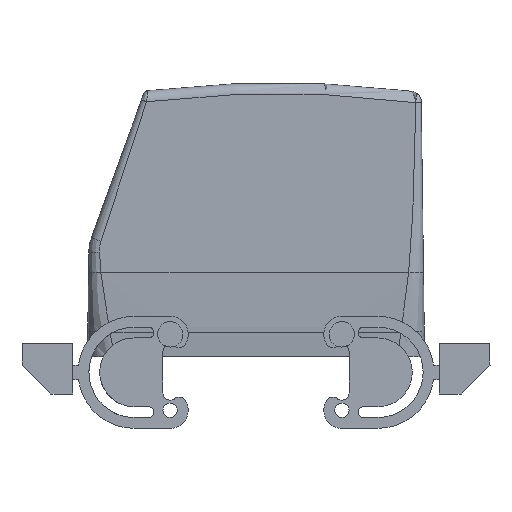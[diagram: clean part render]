
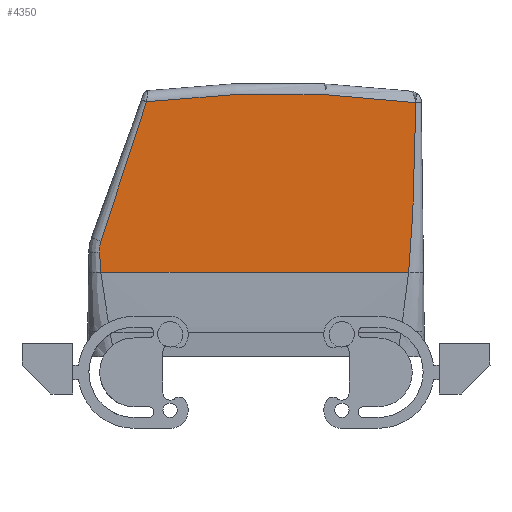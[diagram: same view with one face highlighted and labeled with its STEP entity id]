
A CAD part, left-side view. The second image highlights one B-rep face of the part: STEP entity #4350.
In plain terms, the highlighted planar face has unit normal (-1, 0, 0).
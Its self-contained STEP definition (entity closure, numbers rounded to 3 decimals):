
#4306=AXIS2_PLACEMENT_3D('Plane Axis2P3D',#4303,#4304,#4305) ;
#4310=AXIS2_PLACEMENT_3D('Circle Axis2P3D',#4308,#4309,$) ;
#2338=CARTESIAN_POINT('Vertex',(5.75,22.511,43.138)) ;
#2377=CARTESIAN_POINT('Line Origine',(5.75,64.519,43.138)) ;
#2381=CARTESIAN_POINT('Vertex',(5.75,107.691,43.138)) ;
#2938=CARTESIAN_POINT('Control Point',(5.75,108.021,48.761)) ;
#2939=CARTESIAN_POINT('Control Point',(5.75,107.972,47.639)) ;
#2940=CARTESIAN_POINT('Control Point',(5.75,107.921,46.514)) ;
#2941=CARTESIAN_POINT('Control Point',(5.75,107.859,45.389)) ;
#2942=CARTESIAN_POINT('Control Point',(5.75,107.783,44.263)) ;
#2943=CARTESIAN_POINT('Control Point',(5.75,107.691,43.138)) ;
#2944=CARTESIAN_POINT('Vertex',(5.75,108.021,48.761)) ;
#3818=CARTESIAN_POINT('Vertex',(5.75,20.514,90.128)) ;
#4162=CARTESIAN_POINT('Control Point',(5.75,20.514,90.128)) ;
#4163=CARTESIAN_POINT('Control Point',(5.75,20.515,90.061)) ;
#4164=CARTESIAN_POINT('Control Point',(5.75,20.517,89.995)) ;
#4165=CARTESIAN_POINT('Control Point',(5.75,20.518,89.927)) ;
#4166=CARTESIAN_POINT('Control Point',(5.75,20.521,89.722)) ;
#4167=CARTESIAN_POINT('Control Point',(5.75,20.525,89.501)) ;
#4168=CARTESIAN_POINT('Control Point',(5.75,20.527,89.397)) ;
#4169=CARTESIAN_POINT('Control Point',(5.75,20.53,89.172)) ;
#4170=CARTESIAN_POINT('Control Point',(5.75,20.534,88.947)) ;
#4171=CARTESIAN_POINT('Control Point',(5.75,20.537,88.789)) ;
#4172=CARTESIAN_POINT('Control Point',(5.75,20.542,88.474)) ;
#4173=CARTESIAN_POINT('Control Point',(5.75,20.548,88.159)) ;
#4174=CARTESIAN_POINT('Control Point',(5.75,20.551,88.001)) ;
#4175=CARTESIAN_POINT('Control Point',(5.75,20.562,87.37)) ;
#4176=CARTESIAN_POINT('Control Point',(5.75,20.573,86.738)) ;
#4177=CARTESIAN_POINT('Control Point',(5.75,20.582,86.264)) ;
#4178=CARTESIAN_POINT('Control Point',(5.75,20.6,85.317)) ;
#4179=CARTESIAN_POINT('Control Point',(5.75,20.619,84.369)) ;
#4180=CARTESIAN_POINT('Control Point',(5.75,20.628,83.895)) ;
#4181=CARTESIAN_POINT('Control Point',(5.75,20.658,82.474)) ;
#4182=CARTESIAN_POINT('Control Point',(5.75,20.689,81.053)) ;
#4183=CARTESIAN_POINT('Control Point',(5.75,20.711,80.106)) ;
#4184=CARTESIAN_POINT('Control Point',(5.75,20.791,76.815)) ;
#4185=CARTESIAN_POINT('Control Point',(5.75,20.882,73.526)) ;
#4186=CARTESIAN_POINT('Control Point',(5.75,20.953,71.184)) ;
#4187=CARTESIAN_POINT('Control Point',(5.75,21.092,66.865)) ;
#4188=CARTESIAN_POINT('Control Point',(5.75,21.253,62.548)) ;
#4189=CARTESIAN_POINT('Control Point',(5.75,21.331,60.572)) ;
#4190=CARTESIAN_POINT('Control Point',(5.75,21.461,57.603)) ;
#4191=CARTESIAN_POINT('Control Point',(5.75,21.615,54.635)) ;
#4192=CARTESIAN_POINT('Control Point',(5.75,21.669,53.662)) ;
#4193=CARTESIAN_POINT('Control Point',(5.75,21.83,50.96)) ;
#4194=CARTESIAN_POINT('Control Point',(5.75,22.029,48.26)) ;
#4195=CARTESIAN_POINT('Control Point',(5.75,22.173,46.552)) ;
#4196=CARTESIAN_POINT('Control Point',(5.75,22.334,44.845)) ;
#4197=CARTESIAN_POINT('Control Point',(5.75,22.511,43.138)) ;
#4303=CARTESIAN_POINT('Axis2P3D Location',(5.75,-1.309,-17.843)) ;
#4308=CARTESIAN_POINT('Axis2P3D Location',(5.75,58.75,-204.4)) ;
#4312=CARTESIAN_POINT('Vertex',(5.75,95.02,90.377)) ;
#4316=CARTESIAN_POINT('Control Point',(5.75,95.02,90.377)) ;
#4317=CARTESIAN_POINT('Control Point',(5.75,95.074,90.221)) ;
#4318=CARTESIAN_POINT('Control Point',(5.75,95.127,90.065)) ;
#4319=CARTESIAN_POINT('Control Point',(5.75,95.181,89.909)) ;
#4320=CARTESIAN_POINT('Control Point',(5.75,95.61,88.658)) ;
#4321=CARTESIAN_POINT('Control Point',(5.75,96.039,87.406)) ;
#4322=CARTESIAN_POINT('Control Point',(5.75,96.413,86.31)) ;
#4323=CARTESIAN_POINT('Control Point',(5.75,98.357,80.6)) ;
#4324=CARTESIAN_POINT('Control Point',(5.75,100.267,74.882)) ;
#4325=CARTESIAN_POINT('Control Point',(5.75,101.779,70.261)) ;
#4326=CARTESIAN_POINT('Control Point',(5.75,103.883,63.783)) ;
#4327=CARTESIAN_POINT('Control Point',(5.75,105.951,57.293)) ;
#4328=CARTESIAN_POINT('Control Point',(5.75,106.524,55.483)) ;
#4329=CARTESIAN_POINT('Control Point',(5.75,107.103,53.639)) ;
#4330=CARTESIAN_POINT('Control Point',(5.75,107.675,51.792)) ;
#4331=CARTESIAN_POINT('Vertex',(5.75,107.675,51.792)) ;
#4335=CARTESIAN_POINT('Control Point',(5.75,107.675,51.792)) ;
#4336=CARTESIAN_POINT('Control Point',(5.75,107.848,51.202)) ;
#4337=CARTESIAN_POINT('Control Point',(5.75,107.971,50.597)) ;
#4338=CARTESIAN_POINT('Control Point',(5.75,108.042,49.984)) ;
#4339=CARTESIAN_POINT('Control Point',(5.75,108.058,49.369)) ;
#4340=CARTESIAN_POINT('Control Point',(5.75,108.021,48.761)) ;
#2378=DIRECTION('Vector Direction',(0.,-1.,0.)) ;
#4304=DIRECTION('Axis2P3D Direction',(-1.,0.,0.)) ;
#4305=DIRECTION('Axis2P3D XDirection',(0.,-0.317,0.949)) ;
#4309=DIRECTION('Axis2P3D Direction',(-1.,0.,0.)) ;
#2379=VECTOR('Line Direction',#2378,1.) ;
#4343=ORIENTED_EDGE('',*,*,#4314,.T.) ;
#4344=ORIENTED_EDGE('',*,*,#4333,.F.) ;
#4345=ORIENTED_EDGE('',*,*,#4341,.F.) ;
#4346=ORIENTED_EDGE('',*,*,#2946,.F.) ;
#4347=ORIENTED_EDGE('',*,*,#2383,.T.) ;
#4348=ORIENTED_EDGE('',*,*,#4198,.T.) ;
#4350=ADVANCED_FACE('Hood',(#4349),#4307,.T.) ;
#2937=B_SPLINE_CURVE_WITH_KNOTS('',5,(#2938,#2939,#2940,#2941,#2942,#2943),.UNSPECIFIED.,.F.,.U.,(6,6),(81.523,87.149),.UNSPECIFIED.) ;
#4161=B_SPLINE_CURVE_WITH_KNOTS('',5,(#4162,#4163,#4164,#4165,#4166,#4167,#4168,#4169,#4170,#4171,#4172,#4173,#4174,#4175,#4176,#4177,#4178,#4179,#4180,#4181,#4182,#4183,#4184,#4185,#4186,#4187,#4188,#4189,#4190,#4191,#4192,#4193,#4194,#4195,#4196,#4197),.UNSPECIFIED.,.F.,.U.,(6,3,3,3,3,3,3,3,3,3,3,6),(8.249,8.589,8.929,9.717,10.506,12.88,15.254,20.001,31.754,41.679,46.667,55.257),.UNSPECIFIED.) ;
#4315=B_SPLINE_CURVE_WITH_KNOTS('',5,(#4316,#4317,#4318,#4319,#4320,#4321,#4322,#4323,#4324,#4325,#4326,#4327,#4328,#4329,#4330),.UNSPECIFIED.,.F.,.U.,(6,3,3,3,6),(0.,1.169,9.351,43.805,57.479),.UNSPECIFIED.) ;
#4334=B_SPLINE_CURVE_WITH_KNOTS('',5,(#4335,#4336,#4337,#4338,#4339,#4340),.UNSPECIFIED.,.F.,.U.,(6,6),(0.,4.34),.UNSPECIFIED.) ;
#4311=CIRCLE('generated circle',#4310,297.) ;
#2383=EDGE_CURVE('',#2382,#2339,#2380,.T.) ;
#2946=EDGE_CURVE('',#2382,#2945,#2937,.F.) ;
#4198=EDGE_CURVE('',#2339,#3819,#4161,.F.) ;
#4314=EDGE_CURVE('',#3819,#4313,#4311,.T.) ;
#4333=EDGE_CURVE('',#4332,#4313,#4315,.F.) ;
#4341=EDGE_CURVE('',#2945,#4332,#4334,.F.) ;
#4342=EDGE_LOOP('',(#4343,#4344,#4345,#4346,#4347,#4348)) ;
#4349=FACE_OUTER_BOUND('',#4342,.T.) ;
#2380=LINE('Line',#2377,#2379) ;
#4307=PLANE('',#4306) ;
#2339=VERTEX_POINT('',#2338) ;
#2382=VERTEX_POINT('',#2381) ;
#2945=VERTEX_POINT('',#2944) ;
#3819=VERTEX_POINT('',#3818) ;
#4313=VERTEX_POINT('',#4312) ;
#4332=VERTEX_POINT('',#4331) ;
